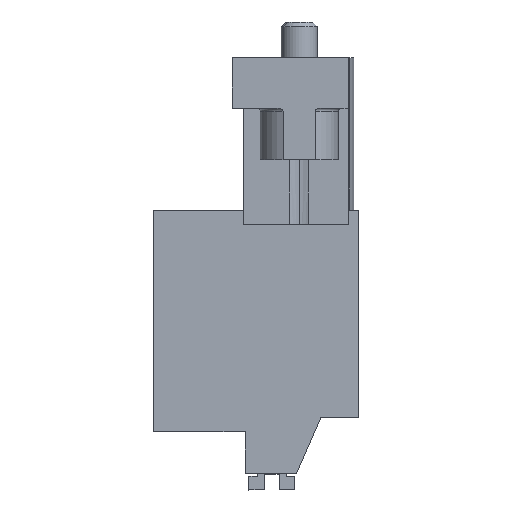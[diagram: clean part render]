
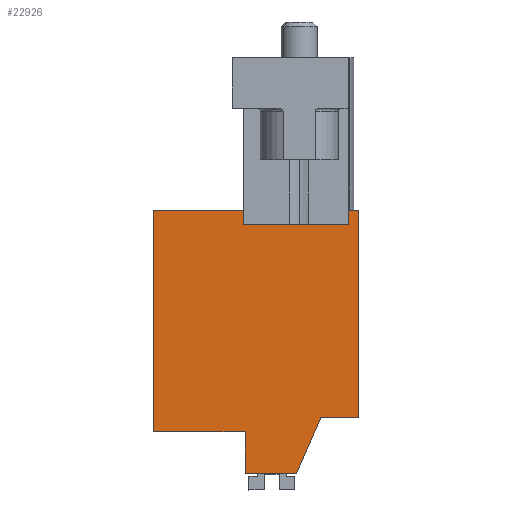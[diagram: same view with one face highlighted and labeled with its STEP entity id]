
A CAD part, left-side view. The second image highlights one B-rep face of the part: STEP entity #22926.
In plain terms, the highlighted planar face has unit normal (-1, 0, 0).
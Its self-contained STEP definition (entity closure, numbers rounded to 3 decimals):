
#22893=AXIS2_PLACEMENT_3D('Plane Axis2P3D',#22890,#22891,#22892) ;
#129=CARTESIAN_POINT('Vertex',(5.,7.85,4.043)) ;
#407=CARTESIAN_POINT('Vertex',(5.,7.85,1.143)) ;
#410=CARTESIAN_POINT('Line Origine',(5.,7.85,2.593)) ;
#547=CARTESIAN_POINT('Vertex',(5.,0.,5.043)) ;
#550=CARTESIAN_POINT('Line Origine',(5.,1.3,5.043)) ;
#554=CARTESIAN_POINT('Vertex',(5.,2.6,5.043)) ;
#1528=CARTESIAN_POINT('Vertex',(5.,14.2,4.043)) ;
#1536=CARTESIAN_POINT('Line Origine',(5.,11.025,4.043)) ;
#2647=CARTESIAN_POINT('Vertex',(5.,0.,19.383)) ;
#2650=CARTESIAN_POINT('Line Origine',(5.,0.,12.213)) ;
#3532=CARTESIAN_POINT('Vertex',(5.,14.2,19.383)) ;
#3535=CARTESIAN_POINT('Line Origine',(5.,14.2,11.713)) ;
#7085=CARTESIAN_POINT('Vertex',(5.,0.723,19.383)) ;
#7088=CARTESIAN_POINT('Line Origine',(5.,0.361,19.383)) ;
#7144=CARTESIAN_POINT('Vertex',(5.,7.968,19.383)) ;
#7147=CARTESIAN_POINT('Line Origine',(5.,11.084,19.383)) ;
#7195=CARTESIAN_POINT('Line Origine',(5.,7.968,18.883)) ;
#7199=CARTESIAN_POINT('Vertex',(5.,7.968,18.383)) ;
#22864=CARTESIAN_POINT('Line Origine',(5.,3.45,3.093)) ;
#22868=CARTESIAN_POINT('Vertex',(5.,4.3,1.143)) ;
#22890=CARTESIAN_POINT('Axis2P3D Location',(5.,6.8,19.383)) ;
#22895=CARTESIAN_POINT('Line Origine',(5.,6.075,1.143)) ;
#22900=CARTESIAN_POINT('Line Origine',(5.,0.723,18.883)) ;
#22904=CARTESIAN_POINT('Vertex',(5.,0.723,18.383)) ;
#22907=CARTESIAN_POINT('Line Origine',(5.,4.345,18.383)) ;
#411=DIRECTION('Vector Direction',(0.,0.,-1.)) ;
#551=DIRECTION('Vector Direction',(0.,-1.,0.)) ;
#1537=DIRECTION('Vector Direction',(0.,-1.,0.)) ;
#2651=DIRECTION('Vector Direction',(0.,0.,1.)) ;
#3536=DIRECTION('Vector Direction',(0.,0.,-1.)) ;
#7089=DIRECTION('Vector Direction',(0.,1.,0.)) ;
#7148=DIRECTION('Vector Direction',(0.,1.,0.)) ;
#7196=DIRECTION('Vector Direction',(0.,0.,-1.)) ;
#22865=DIRECTION('Vector Direction',(0.,-0.4,0.917)) ;
#22891=DIRECTION('Axis2P3D Direction',(-1.,0.,0.)) ;
#22892=DIRECTION('Axis2P3D XDirection',(0.,1.,0.)) ;
#22896=DIRECTION('Vector Direction',(0.,-1.,0.)) ;
#22901=DIRECTION('Vector Direction',(0.,0.,-1.)) ;
#22908=DIRECTION('Vector Direction',(0.,-1.,0.)) ;
#412=VECTOR('Line Direction',#411,1.) ;
#552=VECTOR('Line Direction',#551,1.) ;
#1538=VECTOR('Line Direction',#1537,1.) ;
#2652=VECTOR('Line Direction',#2651,1.) ;
#3537=VECTOR('Line Direction',#3536,1.) ;
#7090=VECTOR('Line Direction',#7089,1.) ;
#7149=VECTOR('Line Direction',#7148,1.) ;
#7197=VECTOR('Line Direction',#7196,1.) ;
#22866=VECTOR('Line Direction',#22865,1.) ;
#22897=VECTOR('Line Direction',#22896,1.) ;
#22902=VECTOR('Line Direction',#22901,1.) ;
#22909=VECTOR('Line Direction',#22908,1.) ;
#22913=ORIENTED_EDGE('',*,*,#7151,.T.) ;
#22914=ORIENTED_EDGE('',*,*,#3539,.T.) ;
#22915=ORIENTED_EDGE('',*,*,#1540,.T.) ;
#22916=ORIENTED_EDGE('',*,*,#414,.T.) ;
#22917=ORIENTED_EDGE('',*,*,#22899,.T.) ;
#22918=ORIENTED_EDGE('',*,*,#22870,.T.) ;
#22919=ORIENTED_EDGE('',*,*,#556,.T.) ;
#22920=ORIENTED_EDGE('',*,*,#2654,.T.) ;
#22921=ORIENTED_EDGE('',*,*,#7092,.T.) ;
#22922=ORIENTED_EDGE('',*,*,#22906,.T.) ;
#22923=ORIENTED_EDGE('',*,*,#22911,.F.) ;
#22924=ORIENTED_EDGE('',*,*,#7201,.T.) ;
#22926=ADVANCED_FACE('HOUSING',(#22925),#22894,.T.) ;
#414=EDGE_CURVE('',#130,#408,#413,.T.) ;
#556=EDGE_CURVE('',#555,#548,#553,.T.) ;
#1540=EDGE_CURVE('',#1529,#130,#1539,.T.) ;
#2654=EDGE_CURVE('',#548,#2648,#2653,.T.) ;
#3539=EDGE_CURVE('',#3533,#1529,#3538,.T.) ;
#7092=EDGE_CURVE('',#2648,#7086,#7091,.T.) ;
#7151=EDGE_CURVE('',#7145,#3533,#7150,.T.) ;
#7201=EDGE_CURVE('',#7200,#7145,#7198,.F.) ;
#22870=EDGE_CURVE('',#22869,#555,#22867,.T.) ;
#22899=EDGE_CURVE('',#408,#22869,#22898,.T.) ;
#22906=EDGE_CURVE('',#7086,#22905,#22903,.T.) ;
#22911=EDGE_CURVE('',#7200,#22905,#22910,.T.) ;
#22912=EDGE_LOOP('',(#22913,#22914,#22915,#22916,#22917,#22918,#22919,#22920,#22921,#22922,#22923,#22924)) ;
#22925=FACE_OUTER_BOUND('',#22912,.T.) ;
#413=LINE('Line',#410,#412) ;
#553=LINE('Line',#550,#552) ;
#1539=LINE('Line',#1536,#1538) ;
#2653=LINE('Line',#2650,#2652) ;
#3538=LINE('Line',#3535,#3537) ;
#7091=LINE('Line',#7088,#7090) ;
#7150=LINE('Line',#7147,#7149) ;
#7198=LINE('Line',#7195,#7197) ;
#22867=LINE('Line',#22864,#22866) ;
#22898=LINE('Line',#22895,#22897) ;
#22903=LINE('Line',#22900,#22902) ;
#22910=LINE('Line',#22907,#22909) ;
#22894=PLANE('',#22893) ;
#130=VERTEX_POINT('',#129) ;
#408=VERTEX_POINT('',#407) ;
#548=VERTEX_POINT('',#547) ;
#555=VERTEX_POINT('',#554) ;
#1529=VERTEX_POINT('',#1528) ;
#2648=VERTEX_POINT('',#2647) ;
#3533=VERTEX_POINT('',#3532) ;
#7086=VERTEX_POINT('',#7085) ;
#7145=VERTEX_POINT('',#7144) ;
#7200=VERTEX_POINT('',#7199) ;
#22869=VERTEX_POINT('',#22868) ;
#22905=VERTEX_POINT('',#22904) ;
